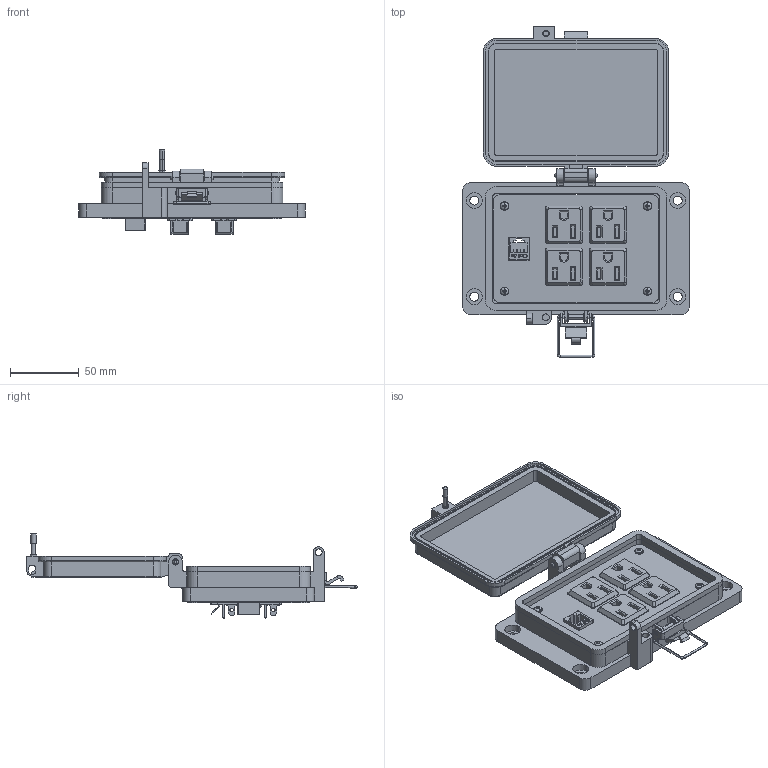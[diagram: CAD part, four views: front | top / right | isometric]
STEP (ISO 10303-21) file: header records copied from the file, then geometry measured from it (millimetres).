
FILE_DESCRIPTION (( 'STEP AP203' ), '1' );
FILE_NAME ('P-R2-M3RRRR0_3D.STEP', '2022-06-27T16:57:20', ( '' ), ( '' ), 'SwSTEP 2.0', 'SolidWorks 2021', '' );
FILE_SCHEMA (( 'CONFIG_CONTROL_DESIGN' ));
Length unit declared in the file: millimetre
Products named in the file (12): R; -M3; 92005A124_METRIC PAN HEAD PHILLIPS MACHINE SCREW_92005A124; Z-000-4243316TFP; P-R2-M3RRRR0_FP060_1; Z-H-M3_B; P-R2-M3RRRR0_TP060_1; P-R2-M3RRRR0_BP180_1; Z-300-RJ45CAT5; R2; P-R2-M3RRRR0_3D; Z-200-OTLT-R0SQ
Assembly tree (19 placements, depth 3):
  P-R2-M3RRRR0_3D
    -M3
      Z-H-M3_B
    P-R2-M3RRRR0_BP180_1
    P-R2-M3RRRR0_FP060_1
    P-R2-M3RRRR0_TP060_1
    Z-000-4243316TFP  x3
    R2
      Z-300-RJ45CAT5
    R  x4
      Z-200-OTLT-R0SQ
    92005A124_METRIC PAN HEAD PHILLIPS MACHINE SCREW_92005A124  x4
Bounding box: 164.96 x 240.59 x 61.18 mm (x, y, z)
Volume: 252175.2 mm3; surface area: 155243.7 mm2
Topology: 25 solids, 25 shells, 2358 faces, 6576 edges, 4339 vertices
Faces by surface type: plane 1089, cylinder 970, bspline 200, cone 75, torus 16, sphere 8
Entity records: 52293 total; most frequent: CARTESIAN_POINT 18026, ORIENTED_EDGE 7372, DIRECTION 6075, EDGE_CURVE 3686, VERTEX_POINT 2436, VECTOR 2333, LINE 2333, AXIS2_PLACEMENT_3D 1871
